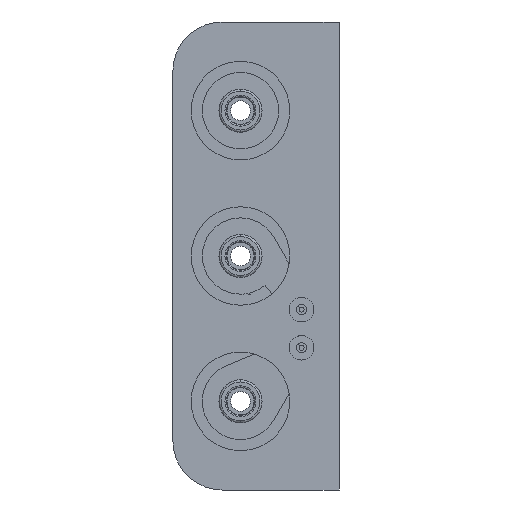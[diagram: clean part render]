
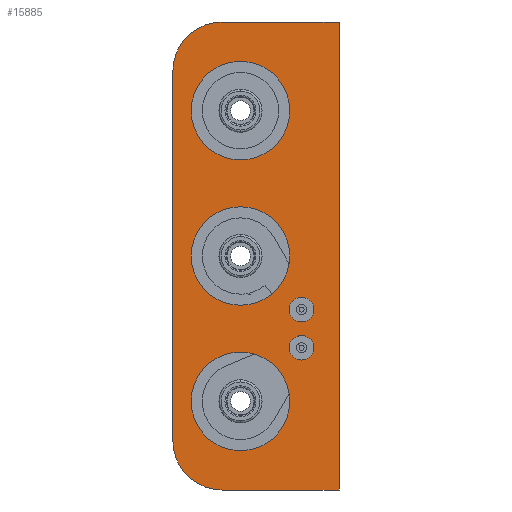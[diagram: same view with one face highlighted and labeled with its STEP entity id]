
A CAD part, left-side view. The second image highlights one B-rep face of the part: STEP entity #15885.
In plain terms, the highlighted planar face has unit normal (-1, 0, 0).
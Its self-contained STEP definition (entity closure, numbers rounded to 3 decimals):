
#130 = VERTEX_POINT ( 'NONE', #6375 ) ;
#197 = DIRECTION ( 'NONE',  ( 0., 0., 1. ) ) ;
#234 = DIRECTION ( 'NONE',  ( 0., 0., 1. ) ) ;
#272 = CARTESIAN_POINT ( 'NONE',  ( -25.75, 3.05, 9.1 ) ) ;
#609 = AXIS2_PLACEMENT_3D ( 'NONE', #10753, #12337, #9592 ) ;
#1080 = EDGE_LOOP ( 'NONE', ( #5473, #13736 ) ) ;
#1109 = EDGE_LOOP ( 'NONE', ( #12860, #15959 ) ) ;
#1319 = ORIENTED_EDGE ( 'NONE', *, *, #15517, .T. ) ;
#1465 = DIRECTION ( 'NONE',  ( 0., 0., 1. ) ) ;
#1512 = CARTESIAN_POINT ( 'NONE',  ( -25.75, 8.01, 0.65 ) ) ;
#1662 = EDGE_LOOP ( 'NONE', ( #17156, #7165 ) ) ;
#1683 = CARTESIAN_POINT ( 'NONE',  ( -25.75, 8.01, 0.65 ) ) ;
#2126 = EDGE_CURVE ( 'NONE', #8115, #9773, #11576, .T. ) ;
#2181 = LINE ( 'NONE', #19554, #3624 ) ;
#2197 = DIRECTION ( 'NONE',  ( -1., 0., 0. ) ) ;
#2207 = CARTESIAN_POINT ( 'NONE',  ( -25.75, 13.5, 31.45 ) ) ;
#2244 = CARTESIAN_POINT ( 'NONE',  ( -25.75, 9.5, -2.55 ) ) ;
#2259 = ORIENTED_EDGE ( 'NONE', *, *, #12439, .F. ) ;
#2364 = DIRECTION ( 'NONE',  ( -1., 0., 0. ) ) ;
#2511 = AXIS2_PLACEMENT_3D ( 'NONE', #2244, #19275, #19414 ) ;
#2543 = CARTESIAN_POINT ( 'NONE',  ( -25.75, 8.01, 24.25 ) ) ;
#2641 = VERTEX_POINT ( 'NONE', #8912 ) ;
#2653 = AXIS2_PLACEMENT_3D ( 'NONE', #14715, #2197, #14654 ) ;
#2819 = DIRECTION ( 'NONE',  ( -1., 0., 0. ) ) ;
#2828 = EDGE_CURVE ( 'NONE', #7816, #2641, #9854, .T. ) ;
#2915 = PLANE ( 'NONE',  #13138 ) ;
#2928 = FACE_BOUND ( 'NONE', #1080, .T. ) ;
#3017 = DIRECTION ( 'NONE',  ( 0., 0., -1. ) ) ;
#3219 = ORIENTED_EDGE ( 'NONE', *, *, #17418, .F. ) ;
#3413 = VERTEX_POINT ( 'NONE', #272 ) ;
#3624 = VECTOR ( 'NONE', #14968, 1000. ) ;
#3753 = VERTEX_POINT ( 'NONE', #14610 ) ;
#4020 = DIRECTION ( 'NONE',  ( 0., 0., 1. ) ) ;
#4130 = CIRCLE ( 'NONE', #2511, 4. ) ;
#4136 = CARTESIAN_POINT ( 'NONE',  ( -25.75, 3.05, 8.1 ) ) ;
#4186 = ORIENTED_EDGE ( 'NONE', *, *, #9450, .T. ) ;
#5000 = AXIS2_PLACEMENT_3D ( 'NONE', #1683, #12469, #17276 ) ;
#5038 = CIRCLE ( 'NONE', #12278, 1. ) ;
#5110 = VECTOR ( 'NONE', #3017, 1000. ) ;
#5353 = VERTEX_POINT ( 'NONE', #7217 ) ;
#5473 = ORIENTED_EDGE ( 'NONE', *, *, #15339, .T. ) ;
#5660 = AXIS2_PLACEMENT_3D ( 'NONE', #18798, #14150, #15729 ) ;
#6089 = LINE ( 'NONE', #13551, #12162 ) ;
#6375 = CARTESIAN_POINT ( 'NONE',  ( -25.75, 9.5, -6.55 ) ) ;
#6483 = CARTESIAN_POINT ( 'NONE',  ( -25.75, 0., 31.45 ) ) ;
#6928 = CARTESIAN_POINT ( 'NONE',  ( -25.75, 3.05, 4. ) ) ;
#7054 = EDGE_CURVE ( 'NONE', #14479, #10573, #12732, .T. ) ;
#7165 = ORIENTED_EDGE ( 'NONE', *, *, #2828, .F. ) ;
#7217 = CARTESIAN_POINT ( 'NONE',  ( -25.75, 9.5, 31.45 ) ) ;
#7678 = VERTEX_POINT ( 'NONE', #17551 ) ;
#7816 = VERTEX_POINT ( 'NONE', #13531 ) ;
#7955 = AXIS2_PLACEMENT_3D ( 'NONE', #17112, #12626, #197 ) ;
#8115 = VERTEX_POINT ( 'NONE', #6928 ) ;
#8216 = FACE_BOUND ( 'NONE', #1662, .T. ) ;
#8680 = CARTESIAN_POINT ( 'NONE',  ( -25.75, 8.01, 16.45 ) ) ;
#8687 = CIRCLE ( 'NONE', #5660, 1. ) ;
#8912 = CARTESIAN_POINT ( 'NONE',  ( -25.75, 8.01, 20.25 ) ) ;
#9450 = EDGE_CURVE ( 'NONE', #9874, #13956, #6089, .T. ) ;
#9592 = DIRECTION ( 'NONE',  ( 0., 0., 1. ) ) ;
#9608 = VERTEX_POINT ( 'NONE', #13688 ) ;
#9773 = VERTEX_POINT ( 'NONE', #15721 ) ;
#9854 = CIRCLE ( 'NONE', #7955, 4. ) ;
#9874 = VERTEX_POINT ( 'NONE', #10342 ) ;
#10342 = CARTESIAN_POINT ( 'NONE',  ( -25.75, 13.5, 27.45 ) ) ;
#10419 = FACE_BOUND ( 'NONE', #11446, .T. ) ;
#10567 = DIRECTION ( 'NONE',  ( 0., 0., 1. ) ) ;
#10573 = VERTEX_POINT ( 'NONE', #8680 ) ;
#10632 = EDGE_CURVE ( 'NONE', #2641, #7816, #12375, .T. ) ;
#10693 = DIRECTION ( 'NONE',  ( -1., 0., 0. ) ) ;
#10738 = EDGE_CURVE ( 'NONE', #3753, #9608, #17447, .T. ) ;
#10753 = CARTESIAN_POINT ( 'NONE',  ( -25.75, 8.01, 12.45 ) ) ;
#10779 = DIRECTION ( 'NONE',  ( 1., 0., 0. ) ) ;
#10885 = EDGE_CURVE ( 'NONE', #13188, #3413, #8687, .T. ) ;
#11145 = EDGE_LOOP ( 'NONE', ( #15142, #13009, #4186, #1319, #16936, #12878 ) ) ;
#11275 = CARTESIAN_POINT ( 'NONE',  ( -25.75, 9.5, 27.45 ) ) ;
#11443 = CIRCLE ( 'NONE', #16645, 4. ) ;
#11446 = EDGE_LOOP ( 'NONE', ( #18104, #3219 ) ) ;
#11576 = CIRCLE ( 'NONE', #2653, 1. ) ;
#11644 = VERTEX_POINT ( 'NONE', #6483 ) ;
#11735 = DIRECTION ( 'NONE',  ( -1., 0., 0. ) ) ;
#11847 = EDGE_CURVE ( 'NONE', #5353, #11644, #13770, .T. ) ;
#11914 = DIRECTION ( 'NONE',  ( 0., 0., -1. ) ) ;
#12081 = DIRECTION ( 'NONE',  ( 0., 0., 1. ) ) ;
#12162 = VECTOR ( 'NONE', #11914, 1000. ) ;
#12278 = AXIS2_PLACEMENT_3D ( 'NONE', #4136, #14989, #12081 ) ;
#12337 = DIRECTION ( 'NONE',  ( -1., 0., 0. ) ) ;
#12375 = CIRCLE ( 'NONE', #18556, 4. ) ;
#12387 = CARTESIAN_POINT ( 'NONE',  ( -25.75, 3.05, 7.1 ) ) ;
#12439 = EDGE_CURVE ( 'NONE', #9773, #8115, #15934, .T. ) ;
#12469 = DIRECTION ( 'NONE',  ( 1., 0., 0. ) ) ;
#12626 = DIRECTION ( 'NONE',  ( -1., 0., 0. ) ) ;
#12732 = CIRCLE ( 'NONE', #609, 4. ) ;
#12860 = ORIENTED_EDGE ( 'NONE', *, *, #13844, .F. ) ;
#12878 = ORIENTED_EDGE ( 'NONE', *, *, #14788, .F. ) ;
#12884 = LINE ( 'NONE', #18493, #5110 ) ;
#12986 = DIRECTION ( 'NONE',  ( 0., 0., 1. ) ) ;
#13009 = ORIENTED_EDGE ( 'NONE', *, *, #14011, .T. ) ;
#13138 = AXIS2_PLACEMENT_3D ( 'NONE', #16882, #10693, #10567 ) ;
#13188 = VERTEX_POINT ( 'NONE', #12387 ) ;
#13265 = VECTOR ( 'NONE', #14592, 1000. ) ;
#13448 = EDGE_LOOP ( 'NONE', ( #18053, #2259 ) ) ;
#13531 = CARTESIAN_POINT ( 'NONE',  ( -25.75, 8.01, 28.25 ) ) ;
#13551 = CARTESIAN_POINT ( 'NONE',  ( -25.75, 13.5, 0. ) ) ;
#13688 = CARTESIAN_POINT ( 'NONE',  ( -25.75, 8.01, 4.65 ) ) ;
#13736 = ORIENTED_EDGE ( 'NONE', *, *, #10738, .T. ) ;
#13770 = LINE ( 'NONE', #2207, #13265 ) ;
#13844 = EDGE_CURVE ( 'NONE', #10573, #14479, #14117, .T. ) ;
#13904 = CARTESIAN_POINT ( 'NONE',  ( -25.75, 13.5, -2.55 ) ) ;
#13956 = VERTEX_POINT ( 'NONE', #13904 ) ;
#14011 = EDGE_CURVE ( 'NONE', #5353, #9874, #11443, .T. ) ;
#14026 = DIRECTION ( 'NONE',  ( 0., 0., -1. ) ) ;
#14117 = CIRCLE ( 'NONE', #18069, 4. ) ;
#14150 = DIRECTION ( 'NONE',  ( -1., 0., 0. ) ) ;
#14479 = VERTEX_POINT ( 'NONE', #14731 ) ;
#14592 = DIRECTION ( 'NONE',  ( 0., -1., 0. ) ) ;
#14610 = CARTESIAN_POINT ( 'NONE',  ( -25.75, 8.01, -3.35 ) ) ;
#14654 = DIRECTION ( 'NONE',  ( 0., 0., 1. ) ) ;
#14715 = CARTESIAN_POINT ( 'NONE',  ( -25.75, 3.05, 5. ) ) ;
#14731 = CARTESIAN_POINT ( 'NONE',  ( -25.75, 8.01, 8.45 ) ) ;
#14788 = EDGE_CURVE ( 'NONE', #11644, #7678, #12884, .T. ) ;
#14968 = DIRECTION ( 'NONE',  ( 0., -1., 0. ) ) ;
#14989 = DIRECTION ( 'NONE',  ( -1., 0., 0. ) ) ;
#15031 = FACE_BOUND ( 'NONE', #1109, .T. ) ;
#15084 = AXIS2_PLACEMENT_3D ( 'NONE', #1512, #10779, #14026 ) ;
#15142 = ORIENTED_EDGE ( 'NONE', *, *, #11847, .F. ) ;
#15339 = EDGE_CURVE ( 'NONE', #9608, #3753, #17257, .T. ) ;
#15517 = EDGE_CURVE ( 'NONE', #13956, #130, #4130, .T. ) ;
#15721 = CARTESIAN_POINT ( 'NONE',  ( -25.75, 3.05, 6. ) ) ;
#15729 = DIRECTION ( 'NONE',  ( 0., 0., 1. ) ) ;
#15840 = EDGE_CURVE ( 'NONE', #130, #7678, #2181, .T. ) ;
#15885 = ADVANCED_FACE ( 'NONE', ( #15031, #19932, #10419, #19677, #2928, #8216 ), #2915, .T. ) ;
#15934 = CIRCLE ( 'NONE', #18190, 1. ) ;
#15959 = ORIENTED_EDGE ( 'NONE', *, *, #7054, .F. ) ;
#16118 = CARTESIAN_POINT ( 'NONE',  ( -25.75, 3.05, 5. ) ) ;
#16645 = AXIS2_PLACEMENT_3D ( 'NONE', #11275, #19137, #234 ) ;
#16882 = CARTESIAN_POINT ( 'NONE',  ( -25.75, 13.5, 0. ) ) ;
#16936 = ORIENTED_EDGE ( 'NONE', *, *, #15840, .T. ) ;
#17112 = CARTESIAN_POINT ( 'NONE',  ( -25.75, 8.01, 24.25 ) ) ;
#17156 = ORIENTED_EDGE ( 'NONE', *, *, #10632, .F. ) ;
#17257 = CIRCLE ( 'NONE', #15084, 4. ) ;
#17276 = DIRECTION ( 'NONE',  ( 0., 0., -1. ) ) ;
#17418 = EDGE_CURVE ( 'NONE', #3413, #13188, #5038, .T. ) ;
#17447 = CIRCLE ( 'NONE', #5000, 4. ) ;
#17551 = CARTESIAN_POINT ( 'NONE',  ( -25.75, 0., -6.55 ) ) ;
#18053 = ORIENTED_EDGE ( 'NONE', *, *, #2126, .F. ) ;
#18069 = AXIS2_PLACEMENT_3D ( 'NONE', #19854, #2819, #1465 ) ;
#18104 = ORIENTED_EDGE ( 'NONE', *, *, #10885, .F. ) ;
#18190 = AXIS2_PLACEMENT_3D ( 'NONE', #16118, #2364, #12986 ) ;
#18493 = CARTESIAN_POINT ( 'NONE',  ( -25.75, 0., 0. ) ) ;
#18556 = AXIS2_PLACEMENT_3D ( 'NONE', #2543, #11735, #4020 ) ;
#18798 = CARTESIAN_POINT ( 'NONE',  ( -25.75, 3.05, 8.1 ) ) ;
#19137 = DIRECTION ( 'NONE',  ( -1., 0., 0. ) ) ;
#19275 = DIRECTION ( 'NONE',  ( -1., 0., 0. ) ) ;
#19414 = DIRECTION ( 'NONE',  ( 0., 0., 1. ) ) ;
#19554 = CARTESIAN_POINT ( 'NONE',  ( -25.75, 13.5, -6.55 ) ) ;
#19677 = FACE_BOUND ( 'NONE', #13448, .T. ) ;
#19854 = CARTESIAN_POINT ( 'NONE',  ( -25.75, 8.01, 12.45 ) ) ;
#19932 = FACE_OUTER_BOUND ( 'NONE', #11145, .T. ) ;
